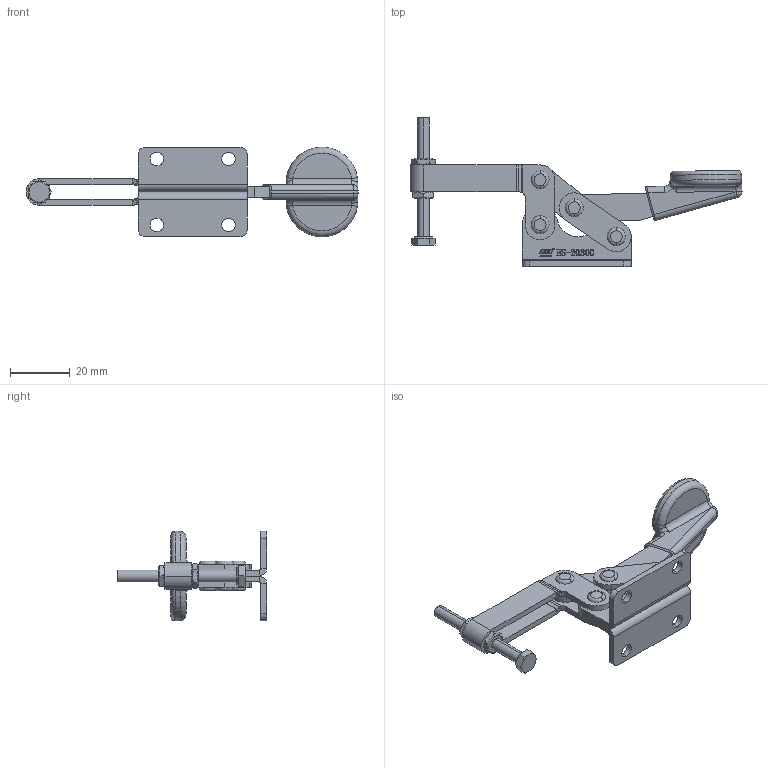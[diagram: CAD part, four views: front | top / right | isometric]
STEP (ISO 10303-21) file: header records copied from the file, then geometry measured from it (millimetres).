
FILE_DESCRIPTION (( 'STEP AP203' ), '1' );
FILE_NAME ('HS-20300 装配体.STEP', '2018-12-07T03:55:46', ( 'PCOS' ), ( '微软中国' ), 'SwSTEP 2.0', 'SolidWorks 2012', '' );
FILE_SCHEMA (( 'CONFIG_CONTROL_DESIGN' ));
Length unit declared in the file: millimetre
Products named in the file (10): 楊擘菁釱酘; 楊擘菁釱衵; HS-20300 蚾饜极; hex thin nuts-grades ab-chamfered gb_GB_FASTENER_NUT_STNAB M4-N; hexagon head bolts-full thread gb_GB_FASTENER_BOLT_STBAB A M4X40-N; 种; 揤參; 忒梟; 忒參; 蟀裝
Assembly tree (14 placements, depth 2):
  HS-20300 蚾饜极
    楊擘菁釱衵
    楊擘菁釱酘
    蟀裝  x2
    忒參
    忒梟
    揤參
    种  x4
    hexagon head bolts-full thread gb_GB_FASTENER_BOLT_STBAB A M4X40-N
    hex thin nuts-grades ab-chamfered gb_GB_FASTENER_NUT_STNAB M4-N  x2
Bounding box: 111.05 x 49.92 x 30 mm (x, y, z)
Volume: 13729.5 mm3; surface area: 13854.5 mm2
Topology: 14 solids, 14 shells, 657 faces, 1652 edges, 1059 vertices
Faces by surface type: plane 292, bspline 163, cylinder 144, torus 30, cone 26, sphere 2
Entity records: 25886 total; most frequent: CARTESIAN_POINT 11079, ORIENTED_EDGE 3058, DIRECTION 2390, EDGE_CURVE 1529, VERTEX_POINT 981, LINE 858, VECTOR 858, AXIS2_PLACEMENT_3D 766
